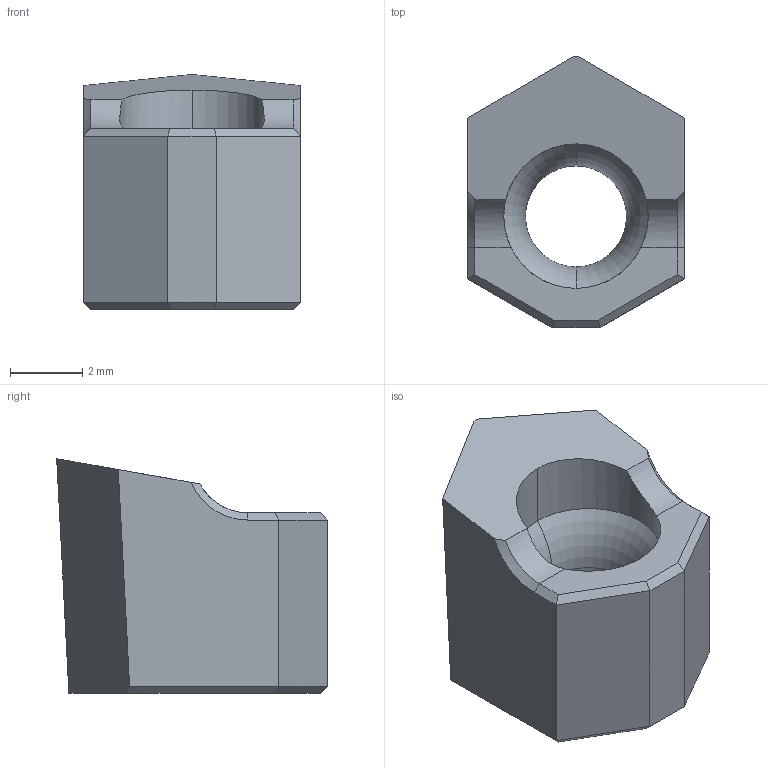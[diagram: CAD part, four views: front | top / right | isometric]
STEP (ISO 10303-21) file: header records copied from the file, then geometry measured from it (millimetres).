
FILE_DESCRIPTION (( 'STEP AP203' ), '1' );
FILE_NAME ('IN-HEX-9_11.STEP', '2023-07-18T09:55:32', ( 'TECNICO' ), ( '' ), 'SwSTEP 2.0', 'SolidWorks 2020', '' );
FILE_SCHEMA (( 'CONFIG_CONTROL_DESIGN' ));
Length unit declared in the file: millimetre
Products named in the file (1): IN-HEX-9_11
Bounding box: 6 x 7.5 x 6.5 mm (x, y, z)
Volume: 155.8 mm3; surface area: 230.5 mm2
Topology: 1 solids, 1 shells, 33 faces, 82 edges, 50 vertices
Faces by surface type: plane 21, cylinder 6, cone 4, torus 2
Entity records: 1057 total; most frequent: CARTESIAN_POINT 194, ORIENTED_EDGE 164, DIRECTION 162, EDGE_CURVE 82, LINE 58, VECTOR 58, AXIS2_PLACEMENT_3D 52, VERTEX_POINT 50
